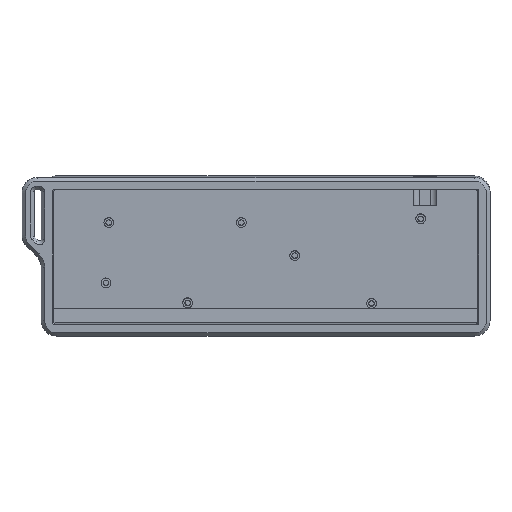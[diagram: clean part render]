
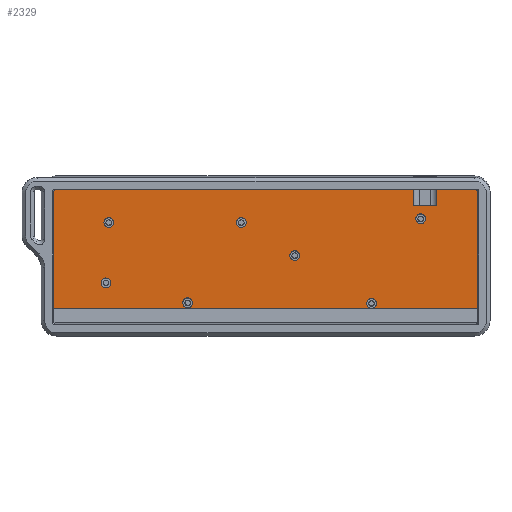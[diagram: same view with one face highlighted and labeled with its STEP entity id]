
A CAD part, top view. The second image highlights one B-rep face of the part: STEP entity #2329.
In plain terms, the highlighted planar face has unit normal (0, -0.052, 0.999).
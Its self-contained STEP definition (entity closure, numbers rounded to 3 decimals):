
#76=FACE_BOUND('',#302,.T.);
#77=FACE_BOUND('',#303,.T.);
#78=FACE_BOUND('',#304,.T.);
#79=FACE_BOUND('',#305,.T.);
#80=FACE_BOUND('',#306,.T.);
#81=FACE_BOUND('',#307,.T.);
#82=FACE_BOUND('',#308,.T.);
#149=FACE_OUTER_BOUND('',#301,.T.);
#301=EDGE_LOOP('',(#1621,#1622,#1623,#1624,#1625,#1626,#1627,#1628,#1629,
#1630));
#302=EDGE_LOOP('',(#1631));
#303=EDGE_LOOP('',(#1632));
#304=EDGE_LOOP('',(#1633));
#305=EDGE_LOOP('',(#1634));
#306=EDGE_LOOP('',(#1635));
#307=EDGE_LOOP('',(#1636));
#308=EDGE_LOOP('',(#1637));
#472=CIRCLE('',#2511,1.);
#473=CIRCLE('',#2512,1.);
#474=CIRCLE('',#2513,2.75);
#475=CIRCLE('',#2514,2.75);
#476=CIRCLE('',#2515,2.75);
#477=CIRCLE('',#2516,2.75);
#478=CIRCLE('',#2517,2.75);
#479=CIRCLE('',#2518,2.75);
#480=CIRCLE('',#2519,2.75);
#557=LINE('',#3451,#775);
#559=LINE('',#3459,#777);
#568=LINE('',#3485,#786);
#587=LINE('',#3543,#805);
#588=LINE('',#3547,#806);
#589=LINE('',#3549,#807);
#590=LINE('',#3551,#808);
#591=LINE('',#3554,#809);
#775=VECTOR('',#2733,10.);
#777=VECTOR('',#2741,10.);
#786=VECTOR('',#2766,10.);
#805=VECTOR('',#2823,10.);
#806=VECTOR('',#2826,10.);
#807=VECTOR('',#2827,10.);
#808=VECTOR('',#2828,10.);
#809=VECTOR('',#2831,10.);
#993=VERTEX_POINT('',#3449);
#994=VERTEX_POINT('',#3450);
#997=VERTEX_POINT('',#3458);
#1006=VERTEX_POINT('',#3484);
#1026=VERTEX_POINT('',#3542);
#1027=VERTEX_POINT('',#3544);
#1028=VERTEX_POINT('',#3546);
#1029=VERTEX_POINT('',#3548);
#1030=VERTEX_POINT('',#3550);
#1031=VERTEX_POINT('',#3552);
#1032=VERTEX_POINT('',#3555);
#1033=VERTEX_POINT('',#3557);
#1034=VERTEX_POINT('',#3559);
#1035=VERTEX_POINT('',#3561);
#1036=VERTEX_POINT('',#3563);
#1037=VERTEX_POINT('',#3565);
#1038=VERTEX_POINT('',#3567);
#1204=EDGE_CURVE('',#993,#994,#557,.T.);
#1208=EDGE_CURVE('',#994,#997,#559,.T.);
#1221=EDGE_CURVE('',#1006,#993,#568,.T.);
#1250=EDGE_CURVE('',#1026,#997,#587,.T.);
#1251=EDGE_CURVE('',#1026,#1027,#472,.T.);
#1252=EDGE_CURVE('',#1028,#1027,#588,.T.);
#1253=EDGE_CURVE('',#1028,#1029,#589,.T.);
#1254=EDGE_CURVE('',#1030,#1029,#590,.T.);
#1255=EDGE_CURVE('',#1030,#1031,#473,.T.);
#1256=EDGE_CURVE('',#1006,#1031,#591,.T.);
#1257=EDGE_CURVE('',#1032,#1032,#474,.T.);
#1258=EDGE_CURVE('',#1033,#1033,#475,.T.);
#1259=EDGE_CURVE('',#1034,#1034,#476,.T.);
#1260=EDGE_CURVE('',#1035,#1035,#477,.T.);
#1261=EDGE_CURVE('',#1036,#1036,#478,.T.);
#1262=EDGE_CURVE('',#1037,#1037,#479,.T.);
#1263=EDGE_CURVE('',#1038,#1038,#480,.T.);
#1621=ORIENTED_EDGE('',*,*,#1221,.T.);
#1622=ORIENTED_EDGE('',*,*,#1204,.T.);
#1623=ORIENTED_EDGE('',*,*,#1208,.T.);
#1624=ORIENTED_EDGE('',*,*,#1250,.F.);
#1625=ORIENTED_EDGE('',*,*,#1251,.T.);
#1626=ORIENTED_EDGE('',*,*,#1252,.F.);
#1627=ORIENTED_EDGE('',*,*,#1253,.T.);
#1628=ORIENTED_EDGE('',*,*,#1254,.F.);
#1629=ORIENTED_EDGE('',*,*,#1255,.T.);
#1630=ORIENTED_EDGE('',*,*,#1256,.F.);
#1631=ORIENTED_EDGE('',*,*,#1257,.T.);
#1632=ORIENTED_EDGE('',*,*,#1258,.T.);
#1633=ORIENTED_EDGE('',*,*,#1259,.T.);
#1634=ORIENTED_EDGE('',*,*,#1260,.T.);
#1635=ORIENTED_EDGE('',*,*,#1261,.T.);
#1636=ORIENTED_EDGE('',*,*,#1262,.T.);
#1637=ORIENTED_EDGE('',*,*,#1263,.T.);
#2247=PLANE('',#2510);
#2329=ADVANCED_FACE('',(#149,#76,#77,#78,#79,#80,#81,#82),#2247,.F.);
#2510=AXIS2_PLACEMENT_3D('',#3541,#2821,#2822);
#2511=AXIS2_PLACEMENT_3D('',#3545,#2824,#2825);
#2512=AXIS2_PLACEMENT_3D('',#3553,#2829,#2830);
#2513=AXIS2_PLACEMENT_3D('',#3556,#2832,#2833);
#2514=AXIS2_PLACEMENT_3D('',#3558,#2834,#2835);
#2515=AXIS2_PLACEMENT_3D('',#3560,#2836,#2837);
#2516=AXIS2_PLACEMENT_3D('',#3562,#2838,#2839);
#2517=AXIS2_PLACEMENT_3D('',#3564,#2840,#2841);
#2518=AXIS2_PLACEMENT_3D('',#3566,#2842,#2843);
#2519=AXIS2_PLACEMENT_3D('',#3568,#2844,#2845);
#2733=DIRECTION('',(-1.,0.,0.));
#2741=DIRECTION('',(0.,0.999,0.052));
#2766=DIRECTION('',(0.,-0.999,-0.052));
#2821=DIRECTION('center_axis',(0.,0.052,
-0.999));
#2822=DIRECTION('ref_axis',(1.,0.,0.));
#2823=DIRECTION('',(1.,0.,0.));
#2824=DIRECTION('center_axis',(0.,-0.052,
0.999));
#2825=DIRECTION('ref_axis',(-0.707,0.706,0.037));
#2826=DIRECTION('',(0.,0.999,0.052));
#2827=DIRECTION('',(1.,0.,0.));
#2828=DIRECTION('',(0.,-0.999,-0.052));
#2829=DIRECTION('center_axis',(0.,-0.052,
0.999));
#2830=DIRECTION('ref_axis',(0.707,0.706,0.037));
#2831=DIRECTION('',(1.,0.,0.));
#2832=DIRECTION('center_axis',(0.,0.052,
-0.999));
#2833=DIRECTION('ref_axis',(1.,0.,0.));
#2834=DIRECTION('center_axis',(0.,0.052,
-0.999));
#2835=DIRECTION('ref_axis',(1.,0.,0.));
#2836=DIRECTION('center_axis',(0.,0.052,
-0.999));
#2837=DIRECTION('ref_axis',(1.,0.,0.));
#2838=DIRECTION('center_axis',(0.,0.052,
-0.999));
#2839=DIRECTION('ref_axis',(1.,0.,0.));
#2840=DIRECTION('center_axis',(0.,0.052,
-0.999));
#2841=DIRECTION('ref_axis',(1.,0.,0.));
#2842=DIRECTION('center_axis',(0.,0.052,
-0.999));
#2843=DIRECTION('ref_axis',(1.,0.,0.));
#2844=DIRECTION('center_axis',(0.,0.052,
-0.999));
#2845=DIRECTION('ref_axis',(1.,0.,0.));
#3449=CARTESIAN_POINT('',(232.063,69.833,3.886));
#3450=CARTESIAN_POINT('',(218.774,69.833,3.886));
#3451=CARTESIAN_POINT('',(179.58,69.833,3.886));
#3458=CARTESIAN_POINT('',(218.774,79.819,4.409));
#3459=CARTESIAN_POINT('',(218.774,79.819,4.409));
#3484=CARTESIAN_POINT('',(232.063,79.819,4.409));
#3485=CARTESIAN_POINT('',(232.063,79.819,4.409));
#3541=CARTESIAN_POINT('Origin',(133.741,41.272,2.389));
#3542=CARTESIAN_POINT('',(12.797,79.819,4.409));
#3543=CARTESIAN_POINT('',(255.684,79.819,4.409));
#3544=CARTESIAN_POINT('',(11.797,78.821,4.357));
#3545=CARTESIAN_POINT('Origin',(12.797,78.821,4.357));
#3546=CARTESIAN_POINT('',(11.797,10.719,0.788));
#3547=CARTESIAN_POINT('',(11.797,79.819,4.409));
#3548=CARTESIAN_POINT('',(255.684,10.719,0.788));
#3549=CARTESIAN_POINT('',(133.741,10.719,0.788));
#3550=CARTESIAN_POINT('',(255.684,78.821,4.357));
#3551=CARTESIAN_POINT('',(255.684,2.725,0.369));
#3552=CARTESIAN_POINT('',(254.684,79.819,4.409));
#3553=CARTESIAN_POINT('Origin',(254.684,78.821,4.357));
#3554=CARTESIAN_POINT('',(255.684,79.819,4.409));
#3555=CARTESIAN_POINT('',(86.222,14.135,0.967));
#3556=CARTESIAN_POINT('Origin',(88.972,14.135,0.967));
#3557=CARTESIAN_POINT('',(191.872,13.851,0.952));
#3558=CARTESIAN_POINT('Origin',(194.622,13.851,0.952));
#3559=CARTESIAN_POINT('',(40.872,60.296,3.386));
#3560=CARTESIAN_POINT('Origin',(43.622,60.296,3.386));
#3561=CARTESIAN_POINT('',(147.722,41.272,2.389));
#3562=CARTESIAN_POINT('Origin',(150.472,41.272,2.389));
#3563=CARTESIAN_POINT('',(117.072,60.296,3.386));
#3564=CARTESIAN_POINT('Origin',(119.822,60.296,3.386));
#3565=CARTESIAN_POINT('',(39.272,25.57,1.566));
#3566=CARTESIAN_POINT('Origin',(42.022,25.57,1.566));
#3567=CARTESIAN_POINT('',(220.122,62.419,3.497));
#3568=CARTESIAN_POINT('Origin',(222.872,62.419,3.497));
